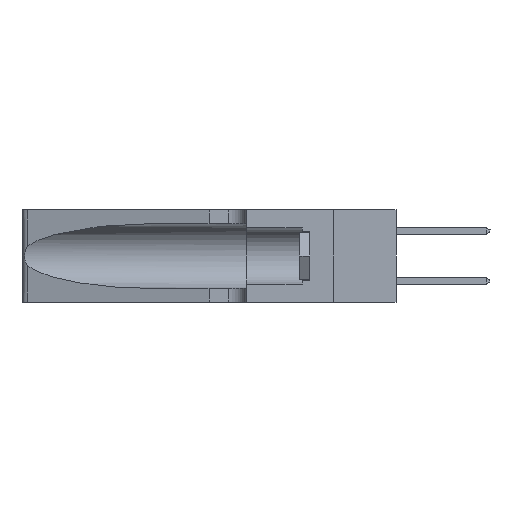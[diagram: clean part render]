
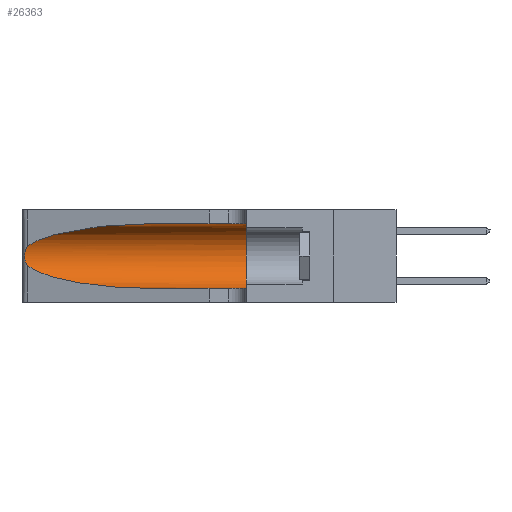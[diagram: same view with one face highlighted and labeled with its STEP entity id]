
A CAD part, left-side view. The second image highlights one B-rep face of the part: STEP entity #26363.
In plain terms, the highlighted cylindrical face has radius 3.308 mm (diameter 6.617 mm), a partial arc.
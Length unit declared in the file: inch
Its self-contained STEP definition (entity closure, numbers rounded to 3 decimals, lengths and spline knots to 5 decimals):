
#109 = EDGE_CURVE ( 'NONE', #12097, #1218, #21204, .T. ) ;
#514 = DIRECTION ( 'NONE',  ( 0., 1., 0. ) ) ;
#603 = EDGE_CURVE ( 'NONE', #31145, #14543, #14686, .T. ) ;
#662 = CARTESIAN_POINT ( 'NONE',  ( 0.1305, 0.35, 0.31525 ) ) ;
#1218 = VERTEX_POINT ( 'NONE', #27870 ) ;
#1402 = VERTEX_POINT ( 'NONE', #3564 ) ;
#1612 = ORIENTED_EDGE ( 'NONE', *, *, #17813, .T. ) ;
#1703 = CARTESIAN_POINT ( 'NONE',  ( 0.26018, 1.23835, 0.19895 ) ) ;
#1784 = B_SPLINE_CURVE_WITH_KNOTS ( 'NONE', 3,
 ( #29306, #12859, #15654, #34802, #18432, #1703, #21179, #11301, #30162, #11256, #30449, #14033, #33202, #16810 ),
 .UNSPECIFIED., .F., .F.,
 ( 4, 2, 2, 2, 2, 2, 4 ),
 ( 0., 0.00027, 0.00053, 0.00107, 0.0016, 0.00187, 0.00214 ),
 .UNSPECIFIED. ) ;
#2450 = CARTESIAN_POINT ( 'NONE',  ( 0.25487, 1.22718, 0.14631 ) ) ;
#2963 = DIRECTION ( 'NONE',  ( 0., -1., 0. ) ) ;
#3108 = ORIENTED_EDGE ( 'NONE', *, *, #109, .T. ) ;
#3564 = CARTESIAN_POINT ( 'NONE',  ( 0.1305, 0.72297, 0.05475 ) ) ;
#3647 = CARTESIAN_POINT ( 'NONE',  ( 0.1305, 0.35, 0.05475 ) ) ;
#5109 = EDGE_CURVE ( 'NONE', #12097, #31145, #23872, .T. ) ;
#5297 = LINE ( 'NONE', #23417, #26530 ) ;
#5508 = VERTEX_POINT ( 'NONE', #18358 ) ;
#5695 = EDGE_LOOP ( 'NONE', ( #3108, #32052, #1612, #21597, #9963, #21479 ) ) ;
#5803 = CARTESIAN_POINT ( 'NONE',  ( 0.1305, 0.72297, 0.31525 ) ) ;
#6202 = EDGE_CURVE ( 'NONE', #1218, #5508, #1784, .T. ) ;
#7058 = AXIS2_PLACEMENT_3D ( 'NONE', #8469, #2963, #19659 ) ;
#8064 = CARTESIAN_POINT ( 'NONE',  ( 0.18966, 0.96281, 0.05475 ) ) ;
#8469 = CARTESIAN_POINT ( 'NONE',  ( 0.1305, 1.61858, 0.185 ) ) ;
#9159 = VECTOR ( 'NONE', #18958, 39.37008 ) ;
#9963 = ORIENTED_EDGE ( 'NONE', *, *, #603, .F. ) ;
#11256 = CARTESIAN_POINT ( 'NONE',  ( 0.25856, 1.23593, 0.16098 ) ) ;
#11301 = CARTESIAN_POINT ( 'NONE',  ( 0.26075, 1.23896, 0.178 ) ) ;
#12097 = VERTEX_POINT ( 'NONE', #5803 ) ;
#12859 = CARTESIAN_POINT ( 'NONE',  ( 0.25555, 1.22994, 0.2215 ) ) ;
#14033 = CARTESIAN_POINT ( 'NONE',  ( 0.25639, 1.23186, 0.15144 ) ) ;
#14543 = VERTEX_POINT ( 'NONE', #3647 ) ;
#14686 = CIRCLE ( 'NONE', #25234, 0.13025 ) ;
#15654 = CARTESIAN_POINT ( 'NONE',  ( 0.25639, 1.23184, 0.21858 ) ) ;
#16810 = CARTESIAN_POINT ( 'NONE',  ( 0.25487, 1.22718, 0.14631 ) ) ;
#17284 = CARTESIAN_POINT ( 'NONE',  ( 0.1305, 0.35, 0.185 ) ) ;
#17813 = EDGE_CURVE ( 'NONE', #5508, #1402, #24902, .T. ) ;
#18358 = CARTESIAN_POINT ( 'NONE',  ( 0.25487, 1.22718, 0.14631 ) ) ;
#18432 = CARTESIAN_POINT ( 'NONE',  ( 0.25854, 1.2359, 0.20912 ) ) ;
#18958 = DIRECTION ( 'NONE',  ( 0., -1., 0. ) ) ;
#19150 = CARTESIAN_POINT ( 'NONE',  ( 0.2373, 1.15595, 0.08982 ) ) ;
#19313 = FACE_OUTER_BOUND ( 'NONE', #5695, .T. ) ;
#19659 = DIRECTION ( 'NONE',  ( 0., 0., -1. ) ) ;
#20050 = DIRECTION ( 'NONE',  ( 0., 0., 1. ) ) ;
#20680 = CARTESIAN_POINT ( 'NONE',  ( 0.1305, 0.72297, 0.31525 ) ) ;
#21179 = CARTESIAN_POINT ( 'NONE',  ( 0.26075, 1.23896, 0.19203 ) ) ;
#21204 =( BOUNDED_CURVE ( )  B_SPLINE_CURVE ( 3, ( #20680, #31551, #23419, #26164 ),
 .UNSPECIFIED., .F., .T. ) 
 B_SPLINE_CURVE_WITH_KNOTS ( ( 4, 4 ),
 ( 1.5708, 2.84003 ),
 .UNSPECIFIED. ) 
 CURVE ( )  GEOMETRIC_REPRESENTATION_ITEM ( )  RATIONAL_B_SPLINE_CURVE ( ( 1., 0.87, 0.87, 1. ) ) 
 REPRESENTATION_ITEM ( '' )  );
#21479 = ORIENTED_EDGE ( 'NONE', *, *, #5109, .F. ) ;
#21597 = ORIENTED_EDGE ( 'NONE', *, *, #27308, .T. ) ;
#23417 = CARTESIAN_POINT ( 'NONE',  ( 0.1305, 1.61858, 0.05475 ) ) ;
#23419 = CARTESIAN_POINT ( 'NONE',  ( 0.2373, 1.15595, 0.28018 ) ) ;
#23872 = LINE ( 'NONE', #24447, #9159 ) ;
#24447 = CARTESIAN_POINT ( 'NONE',  ( 0.1305, 1.61858, 0.31525 ) ) ;
#24902 =( BOUNDED_CURVE ( )  B_SPLINE_CURVE ( 3, ( #2450, #19150, #8064, #27390 ),
 .UNSPECIFIED., .F., .F. ) 
 B_SPLINE_CURVE_WITH_KNOTS ( ( 4, 4 ),
 ( 3.44316, 4.71239 ),
 .UNSPECIFIED. ) 
 CURVE ( )  GEOMETRIC_REPRESENTATION_ITEM ( )  RATIONAL_B_SPLINE_CURVE ( ( 1., 0.87, 0.87, 1. ) ) 
 REPRESENTATION_ITEM ( '' )  );
#25234 = AXIS2_PLACEMENT_3D ( 'NONE', #17284, #514, #20050 ) ;
#26162 = DIRECTION ( 'NONE',  ( 0., -1., 0. ) ) ;
#26164 = CARTESIAN_POINT ( 'NONE',  ( 0.25487, 1.22718, 0.22369 ) ) ;
#26363 = ADVANCED_FACE ( 'NONE', ( #19313 ), #32993, .F. ) ;
#26530 = VECTOR ( 'NONE', #26162, 39.37008 ) ;
#27308 = EDGE_CURVE ( 'NONE', #1402, #14543, #5297, .T. ) ;
#27390 = CARTESIAN_POINT ( 'NONE',  ( 0.1305, 0.72297, 0.05475 ) ) ;
#27870 = CARTESIAN_POINT ( 'NONE',  ( 0.25487, 1.22718, 0.22369 ) ) ;
#29306 = CARTESIAN_POINT ( 'NONE',  ( 0.25487, 1.22718, 0.22369 ) ) ;
#30162 = CARTESIAN_POINT ( 'NONE',  ( 0.26017, 1.23833, 0.17102 ) ) ;
#30449 = CARTESIAN_POINT ( 'NONE',  ( 0.25789, 1.23486, 0.15765 ) ) ;
#31145 = VERTEX_POINT ( 'NONE', #662 ) ;
#31551 = CARTESIAN_POINT ( 'NONE',  ( 0.18966, 0.96281, 0.31525 ) ) ;
#32052 = ORIENTED_EDGE ( 'NONE', *, *, #6202, .T. ) ;
#32993 = CYLINDRICAL_SURFACE ( 'NONE', #7058, 0.13025 ) ;
#33202 = CARTESIAN_POINT ( 'NONE',  ( 0.25555, 1.22993, 0.14849 ) ) ;
#34802 = CARTESIAN_POINT ( 'NONE',  ( 0.25787, 1.23484, 0.2124 ) ) ;
